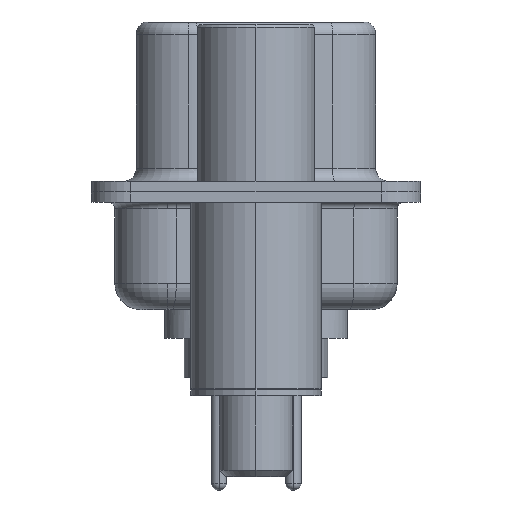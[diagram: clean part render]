
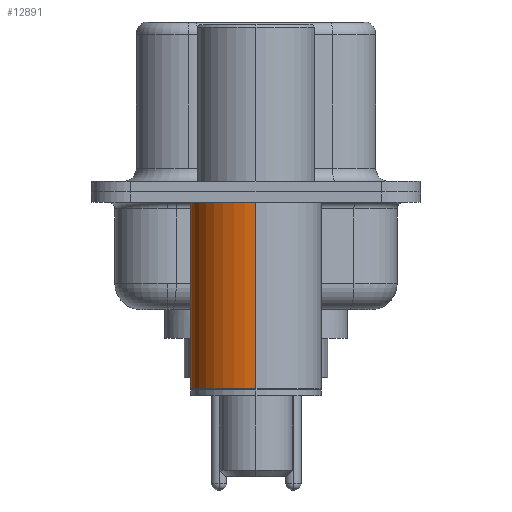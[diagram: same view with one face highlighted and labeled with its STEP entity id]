
A CAD part, left-side view. The second image highlights one B-rep face of the part: STEP entity #12891.
In plain terms, the highlighted cylindrical face has radius 2.5 mm (diameter 5 mm), a partial arc.
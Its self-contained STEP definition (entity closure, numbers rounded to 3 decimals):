
#270 = VECTOR ( 'NONE', #7836, 1000. ) ;
#981 = FACE_OUTER_BOUND ( 'NONE', #14028, .T. ) ;
#1329 = ORIENTED_EDGE ( 'NONE', *, *, #15330, .F. ) ;
#1611 = VECTOR ( 'NONE', #2862, 1000. ) ;
#2082 = DIRECTION ( 'NONE',  ( 0., 0., 1. ) ) ;
#2862 = DIRECTION ( 'NONE',  ( 0., 0., 1. ) ) ;
#3997 = CARTESIAN_POINT ( 'NONE',  ( 2.5, 0., -7.525 ) ) ;
#5026 = AXIS2_PLACEMENT_3D ( 'NONE', #10375, #2082, #11717 ) ;
#6001 = ORIENTED_EDGE ( 'NONE', *, *, #12521, .T. ) ;
#6426 = DIRECTION ( 'NONE',  ( 0., 0., 1. ) ) ;
#6623 = CARTESIAN_POINT ( 'NONE',  ( -2.5, 0., -0.4 ) ) ;
#6948 = CARTESIAN_POINT ( 'NONE',  ( 0., 0., -7.525 ) ) ;
#7134 = VERTEX_POINT ( 'NONE', #3997 ) ;
#7836 = DIRECTION ( 'NONE',  ( 0., 0., 1. ) ) ;
#8335 = DIRECTION ( 'NONE',  ( 1., 0., 0. ) ) ;
#8404 = VERTEX_POINT ( 'NONE', #6623 ) ;
#9133 = CARTESIAN_POINT ( 'NONE',  ( -2.5, 0., -7.525 ) ) ;
#9415 = CIRCLE ( 'NONE', #14751, 2.5 ) ;
#9700 = ORIENTED_EDGE ( 'NONE', *, *, #12465, .T. ) ;
#10375 = CARTESIAN_POINT ( 'NONE',  ( 0., 0., -0.4 ) ) ;
#10669 = CYLINDRICAL_SURFACE ( 'NONE', #11531, 2.5 ) ;
#11151 = CARTESIAN_POINT ( 'NONE',  ( -2.5, 0., 0.581 ) ) ;
#11531 = AXIS2_PLACEMENT_3D ( 'NONE', #13122, #6426, #13074 ) ;
#11717 = DIRECTION ( 'NONE',  ( 1., 0., 0. ) ) ;
#12108 = LINE ( 'NONE', #11151, #1611 ) ;
#12465 = EDGE_CURVE ( 'NONE', #7134, #17344, #9415, .T. ) ;
#12521 = EDGE_CURVE ( 'NONE', #17344, #8404, #12108, .T. ) ;
#12784 = EDGE_CURVE ( 'NONE', #12811, #8404, #15777, .T. ) ;
#12811 = VERTEX_POINT ( 'NONE', #14327 ) ;
#12891 = ADVANCED_FACE ( 'NONE', ( #981 ), #10669, .T. ) ;
#13074 = DIRECTION ( 'NONE',  ( 1., 0., 0. ) ) ;
#13122 = CARTESIAN_POINT ( 'NONE',  ( 0., 0., 0.581 ) ) ;
#14028 = EDGE_LOOP ( 'NONE', ( #9700, #6001, #16444, #1329 ) ) ;
#14327 = CARTESIAN_POINT ( 'NONE',  ( 2.5, 0., -0.4 ) ) ;
#14667 = LINE ( 'NONE', #17149, #270 ) ;
#14751 = AXIS2_PLACEMENT_3D ( 'NONE', #6948, #16244, #8335 ) ;
#15330 = EDGE_CURVE ( 'NONE', #7134, #12811, #14667, .T. ) ;
#15777 = CIRCLE ( 'NONE', #5026, 2.5 ) ;
#16244 = DIRECTION ( 'NONE',  ( 0., 0., 1. ) ) ;
#16444 = ORIENTED_EDGE ( 'NONE', *, *, #12784, .F. ) ;
#17149 = CARTESIAN_POINT ( 'NONE',  ( 2.5, 0., 0.581 ) ) ;
#17344 = VERTEX_POINT ( 'NONE', #9133 ) ;
